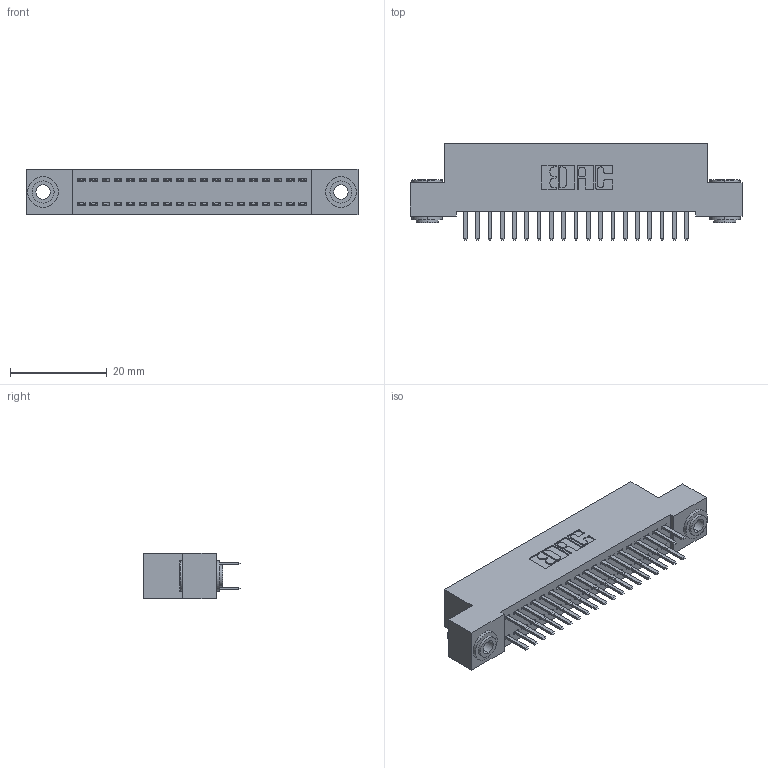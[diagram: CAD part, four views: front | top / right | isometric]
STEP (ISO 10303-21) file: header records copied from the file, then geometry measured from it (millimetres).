
FILE_DESCRIPTION (( 'STEP AP203' ), '1' );
FILE_NAME ('392-038-520-203.STEP', '2018-08-16T04:49:53', ( '' ), ( '' ), 'SwSTEP 2.0', 'SolidWorks 2016', '' );
FILE_SCHEMA (( 'CONFIG_CONTROL_DESIGN' ));
Length unit declared in the file: inch
Products named in the file (4): 342-250-002_345-250-002-102; 392-038-520-203; 342 Part_.156 TH; 345-292-001_345-293-120
Assembly tree (41 placements, depth 2):
  392-038-520-203
    342 Part_.156 TH
    345-292-001_345-293-120  x38
    342-250-002_345-250-002-102  x2
Bounding box: 68.58 x 20.02 x 9.4 mm (x, y, z)
Volume: 6059.2 mm3; surface area: 9470.7 mm2
Topology: 41 solids, 41 shells, 2276 faces, 6569 edges, 4274 vertices
Faces by surface type: plane 1520, cylinder 748, cone 8
Entity records: 15830 total; most frequent: CARTESIAN_POINT 2637, ORIENTED_EDGE 2554, DIRECTION 2315, EDGE_CURVE 1277, LINE 1121, VECTOR 1121, VERTEX_POINT 846, AXIS2_PLACEMENT_3D 597
